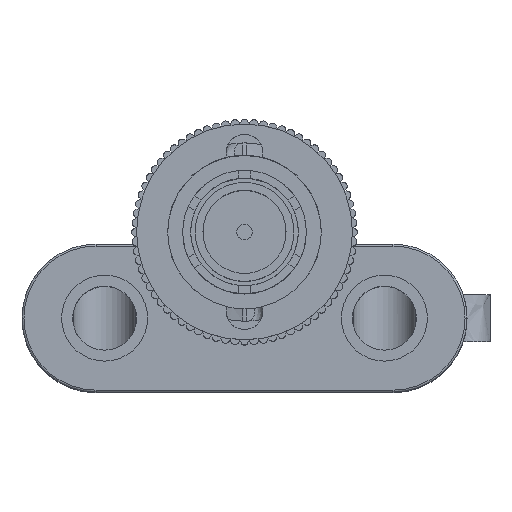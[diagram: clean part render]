
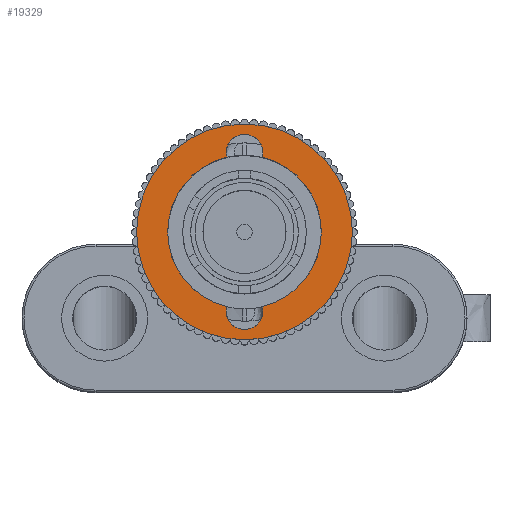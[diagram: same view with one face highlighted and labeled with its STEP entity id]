
A CAD part, top view. The second image highlights one B-rep face of the part: STEP entity #19329.
In plain terms, the highlighted planar face has unit normal (0, 0, 1).
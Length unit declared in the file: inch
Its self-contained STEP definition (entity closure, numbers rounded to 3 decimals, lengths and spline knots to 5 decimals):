
#274 = CIRCLE ( 'NONE', #14716, 0.194 ) ;
#284 = AXIS2_PLACEMENT_3D ( 'NONE', #1691, #12422, #18838 ) ;
#469 = CARTESIAN_POINT ( 'NONE',  ( 0., 0.2, 0.70393 ) ) ;
#480 = DIRECTION ( 'NONE',  ( 1., 0., 0. ) ) ;
#520 = ORIENTED_EDGE ( 'NONE', *, *, #9769, .F. ) ;
#632 = FACE_BOUND ( 'NONE', #18262, .T. ) ;
#806 = CARTESIAN_POINT ( 'NONE',  ( 0.0451, -0.18868, 0.70393 ) ) ;
#817 = ORIENTED_EDGE ( 'NONE', *, *, #16184, .F. ) ;
#1028 = EDGE_CURVE ( 'NONE', #17925, #16799, #8089, .T. ) ;
#1108 = DIRECTION ( 'NONE',  ( 0., 0., 1. ) ) ;
#1325 = ORIENTED_EDGE ( 'NONE', *, *, #7392, .F. ) ;
#1691 = CARTESIAN_POINT ( 'NONE',  ( 0., 0., 0.70393 ) ) ;
#1719 = CIRCLE ( 'NONE', #19529, 0.0465 ) ;
#1866 = CIRCLE ( 'NONE', #8895, 0.194 ) ;
#1907 = ORIENTED_EDGE ( 'NONE', *, *, #15426, .F. ) ;
#2106 = FACE_OUTER_BOUND ( 'NONE', #5416, .T. ) ;
#2275 = CIRCLE ( 'NONE', #6275, 0.194 ) ;
#2388 = AXIS2_PLACEMENT_3D ( 'NONE', #18407, #7238, #5564 ) ;
#2682 = DIRECTION ( 'NONE',  ( -1., 0., 0. ) ) ;
#2708 = DIRECTION ( 'NONE',  ( -1., 0., 0. ) ) ;
#2741 = DIRECTION ( 'NONE',  ( 0., 0., 1. ) ) ;
#2748 = AXIS2_PLACEMENT_3D ( 'NONE', #20750, #4977, #14338 ) ;
#2808 = DIRECTION ( 'NONE',  ( 0., 0., 1. ) ) ;
#3047 = CARTESIAN_POINT ( 'NONE',  ( 0., 0., 0.70393 ) ) ;
#3430 = CIRCLE ( 'NONE', #2748, 0.2725 ) ;
#3589 = AXIS2_PLACEMENT_3D ( 'NONE', #4166, #1108, #2682 ) ;
#3641 = VERTEX_POINT ( 'NONE', #18247 ) ;
#3735 = AXIS2_PLACEMENT_3D ( 'NONE', #469, #5306, #6768 ) ;
#4166 = CARTESIAN_POINT ( 'NONE',  ( 0., 0.2, 0.70393 ) ) ;
#4261 = CIRCLE ( 'NONE', #16019, 0.2725 ) ;
#4696 = DIRECTION ( 'NONE',  ( 1., 0., 0. ) ) ;
#4977 = DIRECTION ( 'NONE',  ( 0., 0., 1. ) ) ;
#5066 = CARTESIAN_POINT ( 'NONE',  ( 0.0451, 0.18868, 0.70393 ) ) ;
#5199 = ORIENTED_EDGE ( 'NONE', *, *, #6971, .F. ) ;
#5221 = CARTESIAN_POINT ( 'NONE',  ( -0.194, 0., 0.70393 ) ) ;
#5306 = DIRECTION ( 'NONE',  ( 0., 0., 1. ) ) ;
#5416 = EDGE_LOOP ( 'NONE', ( #18834, #8881 ) ) ;
#5564 = DIRECTION ( 'NONE',  ( 1., 0., 0. ) ) ;
#5764 = CARTESIAN_POINT ( 'NONE',  ( 0., 0., 0.70393 ) ) ;
#6058 = CARTESIAN_POINT ( 'NONE',  ( -0.0465, 0.2, 0.70393 ) ) ;
#6092 = ORIENTED_EDGE ( 'NONE', *, *, #17010, .F. ) ;
#6275 = AXIS2_PLACEMENT_3D ( 'NONE', #3047, #2741, #14204 ) ;
#6364 = DIRECTION ( 'NONE',  ( 0., 0., 1. ) ) ;
#6465 = EDGE_CURVE ( 'NONE', #10769, #10131, #4261, .T. ) ;
#6655 = CARTESIAN_POINT ( 'NONE',  ( 0.194, 0., 0.70393 ) ) ;
#6695 = DIRECTION ( 'NONE',  ( 0., 0., 1. ) ) ;
#6768 = DIRECTION ( 'NONE',  ( -1., 0., 0. ) ) ;
#6971 = EDGE_CURVE ( 'NONE', #8986, #12735, #2275, .T. ) ;
#7238 = DIRECTION ( 'NONE',  ( 0., 0., 1. ) ) ;
#7392 = EDGE_CURVE ( 'NONE', #18142, #10737, #274, .T. ) ;
#7421 = CARTESIAN_POINT ( 'NONE',  ( 0., 0., 0.70393 ) ) ;
#8089 = CIRCLE ( 'NONE', #3735, 0.0465 ) ;
#8306 = DIRECTION ( 'NONE',  ( 1., 0., 0. ) ) ;
#8770 = EDGE_CURVE ( 'NONE', #10737, #12419, #1866, .T. ) ;
#8881 = ORIENTED_EDGE ( 'NONE', *, *, #20566, .T. ) ;
#8895 = AXIS2_PLACEMENT_3D ( 'NONE', #7421, #9317, #17219 ) ;
#8986 = VERTEX_POINT ( 'NONE', #5221 ) ;
#9027 = DIRECTION ( 'NONE',  ( 0., 0., 1. ) ) ;
#9317 = DIRECTION ( 'NONE',  ( 0., 0., 1. ) ) ;
#9431 = DIRECTION ( 'NONE',  ( 1., 0., 0. ) ) ;
#9541 = AXIS2_PLACEMENT_3D ( 'NONE', #19209, #6364, #4696 ) ;
#9572 = AXIS2_PLACEMENT_3D ( 'NONE', #12590, #6695, #9431 ) ;
#9769 = EDGE_CURVE ( 'NONE', #16109, #8986, #10351, .T. ) ;
#9838 = VERTEX_POINT ( 'NONE', #15693 ) ;
#9922 = CIRCLE ( 'NONE', #9572, 0.0465 ) ;
#10131 = VERTEX_POINT ( 'NONE', #15457 ) ;
#10272 = CIRCLE ( 'NONE', #17658, 0.0465 ) ;
#10351 = CIRCLE ( 'NONE', #284, 0.194 ) ;
#10737 = VERTEX_POINT ( 'NONE', #6655 ) ;
#10769 = VERTEX_POINT ( 'NONE', #18343 ) ;
#11395 = ORIENTED_EDGE ( 'NONE', *, *, #19445, .F. ) ;
#11450 = CARTESIAN_POINT ( 'NONE',  ( -0.0451, -0.18868, 0.70393 ) ) ;
#11522 = DIRECTION ( 'NONE',  ( 0., 0., 1. ) ) ;
#12419 = VERTEX_POINT ( 'NONE', #5066 ) ;
#12422 = DIRECTION ( 'NONE',  ( 0., 0., 1. ) ) ;
#12590 = CARTESIAN_POINT ( 'NONE',  ( 0., -0.2, 0.70393 ) ) ;
#12735 = VERTEX_POINT ( 'NONE', #11450 ) ;
#12787 = EDGE_CURVE ( 'NONE', #12735, #9838, #15580, .T. ) ;
#13255 = DIRECTION ( 'NONE',  ( 0., 0., 1. ) ) ;
#14079 = DIRECTION ( 'NONE',  ( 1., 0., 0. ) ) ;
#14204 = DIRECTION ( 'NONE',  ( 1., 0., 0. ) ) ;
#14338 = DIRECTION ( 'NONE',  ( 1., 0., 0. ) ) ;
#14716 = AXIS2_PLACEMENT_3D ( 'NONE', #5764, #9027, #14079 ) ;
#15140 = PLANE ( 'NONE',  #2388 ) ;
#15426 = EDGE_CURVE ( 'NONE', #9838, #3641, #9922, .T. ) ;
#15457 = CARTESIAN_POINT ( 'NONE',  ( -0.2725, 0., 0.70393 ) ) ;
#15580 = CIRCLE ( 'NONE', #9541, 0.0465 ) ;
#15693 = CARTESIAN_POINT ( 'NONE',  ( -0.0465, -0.2, 0.70393 ) ) ;
#16019 = AXIS2_PLACEMENT_3D ( 'NONE', #19833, #11522, #480 ) ;
#16109 = VERTEX_POINT ( 'NONE', #20611 ) ;
#16184 = EDGE_CURVE ( 'NONE', #3641, #18142, #10272, .T. ) ;
#16799 = VERTEX_POINT ( 'NONE', #6058 ) ;
#16861 = ORIENTED_EDGE ( 'NONE', *, *, #12787, .F. ) ;
#17010 = EDGE_CURVE ( 'NONE', #16799, #16109, #17359, .T. ) ;
#17219 = DIRECTION ( 'NONE',  ( 1., 0., 0. ) ) ;
#17359 = CIRCLE ( 'NONE', #3589, 0.0465 ) ;
#17542 = CARTESIAN_POINT ( 'NONE',  ( 0.0465, 0.2, 0.70393 ) ) ;
#17658 = AXIS2_PLACEMENT_3D ( 'NONE', #17785, #13255, #8306 ) ;
#17785 = CARTESIAN_POINT ( 'NONE',  ( 0., -0.2, 0.70393 ) ) ;
#17925 = VERTEX_POINT ( 'NONE', #17542 ) ;
#18142 = VERTEX_POINT ( 'NONE', #806 ) ;
#18247 = CARTESIAN_POINT ( 'NONE',  ( 0.0465, -0.2, 0.70393 ) ) ;
#18262 = EDGE_LOOP ( 'NONE', ( #520, #6092, #19816, #11395, #19194, #1325, #817, #1907, #16861, #5199 ) ) ;
#18343 = CARTESIAN_POINT ( 'NONE',  ( 0.2725, 0., 0.70393 ) ) ;
#18407 = CARTESIAN_POINT ( 'NONE',  ( 0.2725, 0., 0.70393 ) ) ;
#18834 = ORIENTED_EDGE ( 'NONE', *, *, #6465, .T. ) ;
#18838 = DIRECTION ( 'NONE',  ( 1., 0., 0. ) ) ;
#19194 = ORIENTED_EDGE ( 'NONE', *, *, #8770, .F. ) ;
#19209 = CARTESIAN_POINT ( 'NONE',  ( 0., -0.2, 0.70393 ) ) ;
#19329 = ADVANCED_FACE ( 'NONE', ( #632, #2106 ), #15140, .T. ) ;
#19445 = EDGE_CURVE ( 'NONE', #12419, #17925, #1719, .T. ) ;
#19529 = AXIS2_PLACEMENT_3D ( 'NONE', #20276, #2808, #2708 ) ;
#19816 = ORIENTED_EDGE ( 'NONE', *, *, #1028, .F. ) ;
#19833 = CARTESIAN_POINT ( 'NONE',  ( 0., 0., 0.70393 ) ) ;
#20276 = CARTESIAN_POINT ( 'NONE',  ( 0., 0.2, 0.70393 ) ) ;
#20566 = EDGE_CURVE ( 'NONE', #10131, #10769, #3430, .T. ) ;
#20611 = CARTESIAN_POINT ( 'NONE',  ( -0.0451, 0.18868, 0.70393 ) ) ;
#20750 = CARTESIAN_POINT ( 'NONE',  ( 0., 0., 0.70393 ) ) ;
